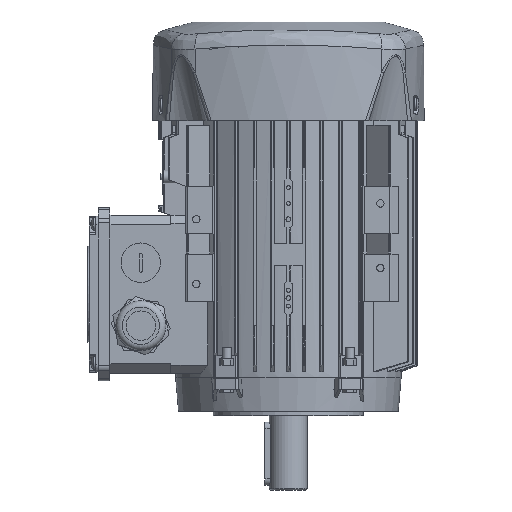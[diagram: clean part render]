
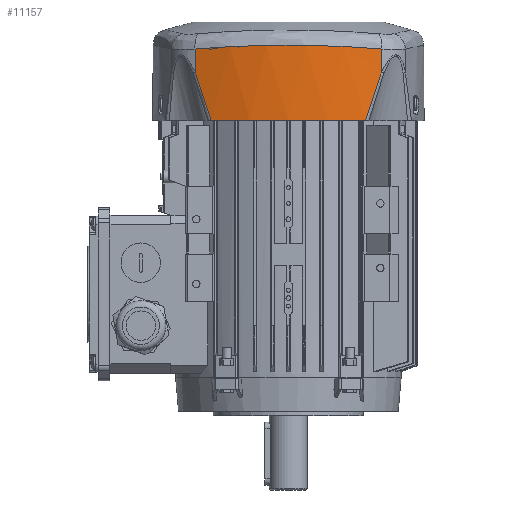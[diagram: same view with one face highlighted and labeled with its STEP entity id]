
A CAD part, left-side view. The second image highlights one B-rep face of the part: STEP entity #11157.
In plain terms, the highlighted cylindrical face has radius 153 mm (diameter 306 mm), a partial arc.
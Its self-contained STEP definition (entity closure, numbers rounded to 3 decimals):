
#1179=B_SPLINE_CURVE_WITH_KNOTS('',3,(#106824,#106825,#106826,#106827,#106828,
#106829,#106830,#106831,#106832,#106833,#106834,#106835,#106836,#106837,
#106838,#106839,#106840,#106841,#106842,#106843,#106844,#106845,#106846,
#106847,#106848),.UNSPECIFIED.,.F.,.F.,(4,2,2,2,2,2,2,2,2,1,2,2,4),(0.,0.125,
0.187,0.219,0.234,0.25,
0.5,0.625,0.688,0.719,0.734,0.75,1.),.UNSPECIFIED.);
#1198=B_SPLINE_CURVE_WITH_KNOTS('',3,(#107872,#107873,#107874,#107875,#107876,
#107877,#107878,#107879,#107880,#107881,#107882,#107883,#107884,#107885,
#107886),.UNSPECIFIED.,.F.,.F.,(4,1,2,2,1,1,2,2,4),(0.,0.125,
0.187,0.25,0.375,0.437,
0.469,0.5,1.),.UNSPECIFIED.);
#1199=B_SPLINE_CURVE_WITH_KNOTS('',3,(#107917,#107918,#107919,#107920,#107921,
#107922,#107923,#107924,#107925,#107926,#107927,#107928,#107929,#107930,
#107931,#107932,#107933),.UNSPECIFIED.,.F.,.F.,(4,2,1,1,2,2,1,2,2,4),(0.,
0.25,0.375,0.437,0.469,
0.5,0.625,0.688,0.75,1.),.UNSPECIFIED.);
#2730=CYLINDRICAL_SURFACE('',#66022,153.);
#6379=CIRCLE('',#66021,153.);
#11157=ADVANCED_FACE('',(#15888),#2730,.T.);
#15888=FACE_OUTER_BOUND('',#19456,.T.);
#19456=EDGE_LOOP('',(#33931,#33932,#33933,#33934,#33935,#33936));
#33931=ORIENTED_EDGE('',*,*,#50663,.T.);
#33932=ORIENTED_EDGE('',*,*,#50664,.F.);
#33933=ORIENTED_EDGE('',*,*,#50662,.T.);
#33934=ORIENTED_EDGE('',*,*,#50653,.F.);
#33935=ORIENTED_EDGE('',*,*,#50615,.T.);
#33936=ORIENTED_EDGE('',*,*,#50665,.T.);
#42481=VERTEX_POINT('',#106794);
#42482=VERTEX_POINT('',#106823);
#42504=VERTEX_POINT('',#107670);
#42509=VERTEX_POINT('',#107871);
#42510=VERTEX_POINT('',#107934);
#42511=VERTEX_POINT('',#107935);
#50615=EDGE_CURVE('',#42481,#42482,#1179,.T.);
#50653=EDGE_CURVE('',#42481,#42504,#56337,.T.);
#50662=EDGE_CURVE('',#42509,#42504,#1198,.T.);
#50663=EDGE_CURVE('',#42510,#42511,#1199,.T.);
#50664=EDGE_CURVE('',#42509,#42511,#6379,.T.);
#50665=EDGE_CURVE('',#42482,#42510,#56338,.T.);
#56337=LINE('',#107671,#60779);
#56338=LINE('',#107937,#60780);
#60779=VECTOR('',#80119,1.);
#60780=VECTOR('',#80132,1.);
#66021=AXIS2_PLACEMENT_3D('',#107936,#80130,#80131);
#66022=AXIS2_PLACEMENT_3D('',#107938,#80133,#80134);
#80119=DIRECTION('',(0.,0.,-1.));
#80130=DIRECTION('',(0.,0.,-1.));
#80131=DIRECTION('',(-0.948,-0.32,0.));
#80132=DIRECTION('',(0.,0.,-1.));
#80133=DIRECTION('',(0.,0.,-1.));
#80134=DIRECTION('',(0.922,0.386,0.));
#106794=CARTESIAN_POINT('',(-74.12,-59.112,279.387));
#106823=CARTESIAN_POINT('',(-74.12,59.112,279.387));
#106824=CARTESIAN_POINT('',(-74.12,-59.112,279.387));
#106825=CARTESIAN_POINT('',(-76.176,-54.204,279.792));
#106826=CARTESIAN_POINT('',(-77.923,-49.312,280.146));
#106827=CARTESIAN_POINT('',(-80.127,-42.06,280.601));
#106828=CARTESIAN_POINT('',(-80.792,-39.657,280.74));
#106829=CARTESIAN_POINT('',(-81.69,-36.079,280.929));
#106830=CARTESIAN_POINT('',(-81.974,-34.89,280.989));
#106831=CARTESIAN_POINT('',(-82.374,-33.116,281.075));
#106832=CARTESIAN_POINT('',(-82.504,-32.525,281.102));
#106833=CARTESIAN_POINT('',(-82.756,-31.347,281.156));
#106834=CARTESIAN_POINT('',(-82.868,-30.805,281.18));
#106835=CARTESIAN_POINT('',(-85.03,-20.058,281.642));
#106836=CARTESIAN_POINT('',(-86.,-9.93,281.86));
#106837=CARTESIAN_POINT('',(-86.,4.965,281.86));
#106838=CARTESIAN_POINT('',(-85.758,9.979,281.806));
#106839=CARTESIAN_POINT('',(-85.013,17.535,281.642));
#106840=CARTESIAN_POINT('',(-84.701,20.06,281.574));
#106841=CARTESIAN_POINT('',(-84.135,23.851,281.452));
#106842=CARTESIAN_POINT('',(-83.828,25.747,281.386));
#106843=CARTESIAN_POINT('',(-83.483,27.644,281.312));
#106844=CARTESIAN_POINT('',(-83.245,28.909,281.261));
#106845=CARTESIAN_POINT('',(-83.113,29.587,281.232));
#106846=CARTESIAN_POINT('',(-81.108,39.555,280.803));
#106847=CARTESIAN_POINT('',(-78.232,49.295,280.197));
#106848=CARTESIAN_POINT('',(-74.12,59.112,279.387));
#107670=CARTESIAN_POINT('',(-74.12,-59.112,264.833));
#107671=CARTESIAN_POINT('',(-74.12,-59.112,279.387));
#107871=CARTESIAN_POINT('',(-77.978,-48.891,234.));
#107872=CARTESIAN_POINT('',(-77.978,-48.891,234.));
#107873=CARTESIAN_POINT('',(-77.857,-49.25,235.358));
#107874=CARTESIAN_POINT('',(-77.672,-49.792,237.358));
#107875=CARTESIAN_POINT('',(-77.482,-50.339,239.301));
#107876=CARTESIAN_POINT('',(-77.354,-50.704,240.585));
#107877=CARTESIAN_POINT('',(-77.294,-50.875,241.178));
#107878=CARTESIAN_POINT('',(-77.086,-51.463,243.191));
#107879=CARTESIAN_POINT('',(-76.873,-52.056,245.17));
#107880=CARTESIAN_POINT('',(-76.616,-52.758,247.418));
#107881=CARTESIAN_POINT('',(-76.504,-53.061,248.369));
#107882=CARTESIAN_POINT('',(-76.429,-53.264,248.999));
#107883=CARTESIAN_POINT('',(-76.397,-53.351,249.27));
#107884=CARTESIAN_POINT('',(-75.662,-55.32,255.324));
#107885=CARTESIAN_POINT('',(-74.919,-57.203,260.393));
#107886=CARTESIAN_POINT('',(-74.12,-59.112,264.833));
#107917=CARTESIAN_POINT('',(-74.12,59.112,264.833));
#107918=CARTESIAN_POINT('',(-74.519,58.158,262.613));
#107919=CARTESIAN_POINT('',(-74.905,57.21,260.236));
#107920=CARTESIAN_POINT('',(-75.463,55.798,256.434));
#107921=CARTESIAN_POINT('',(-75.737,55.095,254.474));
#107922=CARTESIAN_POINT('',(-76.048,54.279,252.084));
#107923=CARTESIAN_POINT('',(-76.18,53.931,251.038));
#107924=CARTESIAN_POINT('',(-76.267,53.698,250.336));
#107925=CARTESIAN_POINT('',(-76.316,53.568,249.938));
#107926=CARTESIAN_POINT('',(-76.505,53.06,248.376));
#107927=CARTESIAN_POINT('',(-76.728,52.456,246.467));
#107928=CARTESIAN_POINT('',(-76.943,51.86,244.505));
#107929=CARTESIAN_POINT('',(-77.085,51.464,243.186));
#107930=CARTESIAN_POINT('',(-77.16,51.255,242.478));
#107931=CARTESIAN_POINT('',(-77.485,50.337,239.333));
#107932=CARTESIAN_POINT('',(-77.736,49.61,236.717));
#107933=CARTESIAN_POINT('',(-77.978,48.891,234.));
#107934=CARTESIAN_POINT('',(-74.12,59.112,264.833));
#107935=CARTESIAN_POINT('',(-77.978,48.891,234.));
#107936=CARTESIAN_POINT('',(67.,0.,234.));
#107937=CARTESIAN_POINT('',(-74.12,59.112,279.387));
#107938=CARTESIAN_POINT('',(67.,0.,283.324));
